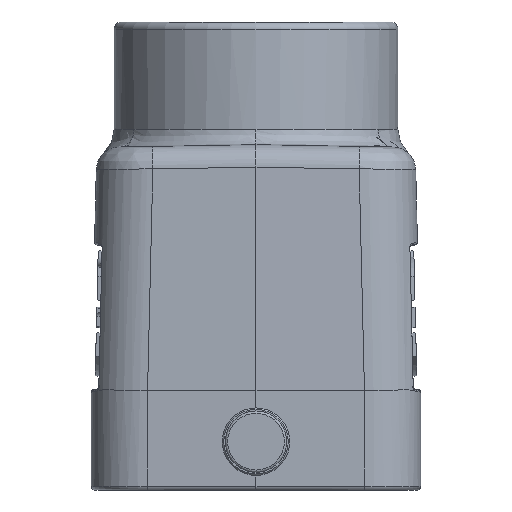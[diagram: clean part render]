
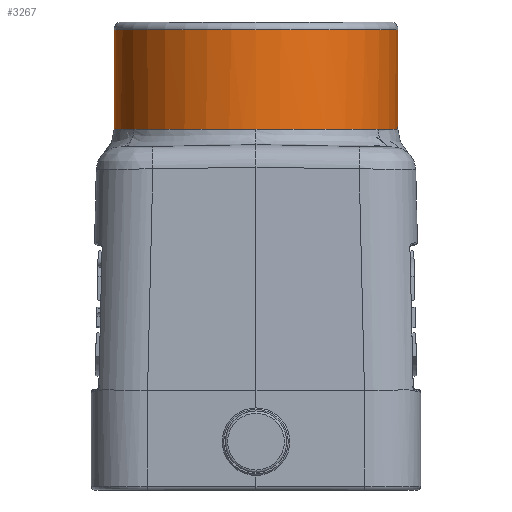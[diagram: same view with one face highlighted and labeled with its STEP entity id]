
A CAD part, left-side view. The second image highlights one B-rep face of the part: STEP entity #3267.
In plain terms, the highlighted cylindrical face has radius 18.5 mm (diameter 37 mm), a full revolution.
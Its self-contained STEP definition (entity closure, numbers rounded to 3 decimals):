
#2714=CYLINDRICAL_SURFACE('',#13376,18.5);
#3267=ADVANCED_FACE('',(#4090,#4091),#2714,.T.);
#3923=CIRCLE('',#13375,18.5);
#4090=FACE_BOUND('',#4252,.T.);
#4091=FACE_BOUND('',#4253,.T.);
#4252=EDGE_LOOP('',(#5138));
#4253=EDGE_LOOP('',(#5139,#5140,#5141,#5142,#5143,#5144));
#5138=ORIENTED_EDGE('',*,*,#7833,.T.);
#5139=ORIENTED_EDGE('',*,*,#7828,.T.);
#5140=ORIENTED_EDGE('',*,*,#7825,.T.);
#5141=ORIENTED_EDGE('',*,*,#7822,.T.);
#5142=ORIENTED_EDGE('',*,*,#7819,.T.);
#5143=ORIENTED_EDGE('',*,*,#7816,.T.);
#5144=ORIENTED_EDGE('',*,*,#7831,.T.);
#7134=VERTEX_POINT('',#18558);
#7136=VERTEX_POINT('',#18566);
#7138=VERTEX_POINT('',#18647);
#7140=VERTEX_POINT('',#18686);
#7142=VERTEX_POINT('',#18725);
#7144=VERTEX_POINT('',#18806);
#7146=VERTEX_POINT('',#18872);
#7816=EDGE_CURVE('',#7136,#7134,#8937,.T.);
#7819=EDGE_CURVE('',#7138,#7136,#8939,.T.);
#7822=EDGE_CURVE('',#7140,#7138,#8941,.T.);
#7825=EDGE_CURVE('',#7142,#7140,#8943,.T.);
#7828=EDGE_CURVE('',#7144,#7142,#8945,.T.);
#7831=EDGE_CURVE('',#7134,#7144,#8947,.T.);
#7833=EDGE_CURVE('',#7146,#7146,#3923,.T.);
#8937=B_SPLINE_CURVE_WITH_KNOTS('',3,(#18560,#18561,#18562,#18563,#18564,
#18565),.UNSPECIFIED.,.F.,.F.,(4,2,4),(0.,0.5,1.),.UNSPECIFIED.);
#8939=B_SPLINE_CURVE_WITH_KNOTS('',3,(#18641,#18642,#18643,#18644,#18645,
#18646),.UNSPECIFIED.,.F.,.F.,(4,2,4),(0.,0.5,1.),.UNSPECIFIED.);
#8941=B_SPLINE_CURVE_WITH_KNOTS('',3,(#18680,#18681,#18682,#18683,#18684,
#18685),.UNSPECIFIED.,.F.,.F.,(4,2,4),(0.,0.5,1.),.UNSPECIFIED.);
#8943=B_SPLINE_CURVE_WITH_KNOTS('',3,(#18719,#18720,#18721,#18722,#18723,
#18724),.UNSPECIFIED.,.F.,.F.,(4,2,4),(0.,0.5,1.),.UNSPECIFIED.);
#8945=B_SPLINE_CURVE_WITH_KNOTS('',3,(#18800,#18801,#18802,#18803,#18804,
#18805),.UNSPECIFIED.,.F.,.F.,(4,2,4),(0.,0.5,1.),.UNSPECIFIED.);
#8947=B_SPLINE_CURVE_WITH_KNOTS('',3,(#18837,#18838,#18839,#18840,#18841,
#18842),.UNSPECIFIED.,.F.,.F.,(4,2,4),(0.,0.5,1.),.UNSPECIFIED.);
#13375=AXIS2_PLACEMENT_3D('',#18871,#14403,#14404);
#13376=AXIS2_PLACEMENT_3D('',#18873,#14405,#14406);
#14403=DIRECTION('',(0.,0.,-1.));
#14404=DIRECTION('',(-1.,0.,0.));
#14405=DIRECTION('',(0.,0.,1.));
#14406=DIRECTION('',(1.,0.,0.));
#18558=CARTESIAN_POINT('',(9.436,-15.913,37.85));
#18560=CARTESIAN_POINT('',(-9.436,-15.913,37.85));
#18561=CARTESIAN_POINT('',(-6.597,-17.596,37.85));
#18562=CARTESIAN_POINT('',(-3.301,-18.5,37.85));
#18563=CARTESIAN_POINT('',(3.301,-18.5,37.85));
#18564=CARTESIAN_POINT('',(6.597,-17.596,37.85));
#18565=CARTESIAN_POINT('',(9.436,-15.913,37.85));
#18566=CARTESIAN_POINT('',(-9.436,-15.913,37.85));
#18641=CARTESIAN_POINT('',(-18.5,0.,37.85));
#18642=CARTESIAN_POINT('',(-18.5,-3.193,37.85));
#18643=CARTESIAN_POINT('',(-17.655,-6.382,37.85));
#18644=CARTESIAN_POINT('',(-14.495,-11.931,37.85));
#18645=CARTESIAN_POINT('',(-12.182,-14.284,37.85));
#18646=CARTESIAN_POINT('',(-9.436,-15.913,37.85));
#18647=CARTESIAN_POINT('',(-18.5,0.,37.85));
#18680=CARTESIAN_POINT('',(-9.436,15.912,37.85));
#18681=CARTESIAN_POINT('',(-12.183,14.284,37.85));
#18682=CARTESIAN_POINT('',(-14.495,11.931,37.85));
#18683=CARTESIAN_POINT('',(-17.655,6.382,37.85));
#18684=CARTESIAN_POINT('',(-18.5,3.193,37.85));
#18685=CARTESIAN_POINT('',(-18.5,0.,37.85));
#18686=CARTESIAN_POINT('',(-9.436,15.912,37.85));
#18719=CARTESIAN_POINT('',(9.436,15.913,37.85));
#18720=CARTESIAN_POINT('',(6.597,17.596,37.85));
#18721=CARTESIAN_POINT('',(3.301,18.5,37.85));
#18722=CARTESIAN_POINT('',(-3.301,18.5,37.85));
#18723=CARTESIAN_POINT('',(-6.597,17.596,37.85));
#18724=CARTESIAN_POINT('',(-9.436,15.912,37.85));
#18725=CARTESIAN_POINT('',(9.436,15.913,37.85));
#18800=CARTESIAN_POINT('',(18.5,0.,37.85));
#18801=CARTESIAN_POINT('',(18.5,3.193,37.85));
#18802=CARTESIAN_POINT('',(17.655,6.382,37.85));
#18803=CARTESIAN_POINT('',(14.495,11.931,37.85));
#18804=CARTESIAN_POINT('',(12.182,14.284,37.85));
#18805=CARTESIAN_POINT('',(9.436,15.913,37.85));
#18806=CARTESIAN_POINT('',(18.5,0.,37.85));
#18837=CARTESIAN_POINT('',(9.436,-15.913,37.85));
#18838=CARTESIAN_POINT('',(12.183,-14.284,37.85));
#18839=CARTESIAN_POINT('',(14.495,-11.931,37.85));
#18840=CARTESIAN_POINT('',(17.655,-6.382,37.85));
#18841=CARTESIAN_POINT('',(18.5,-3.193,37.85));
#18842=CARTESIAN_POINT('',(18.5,0.,37.85));
#18871=CARTESIAN_POINT('',(0.,0.,50.85));
#18872=CARTESIAN_POINT('',(-18.5,0.,50.85));
#18873=CARTESIAN_POINT('',(0.,0.,35.35));
